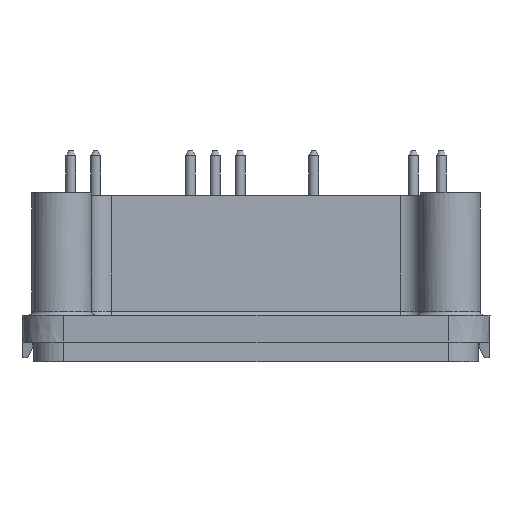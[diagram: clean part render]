
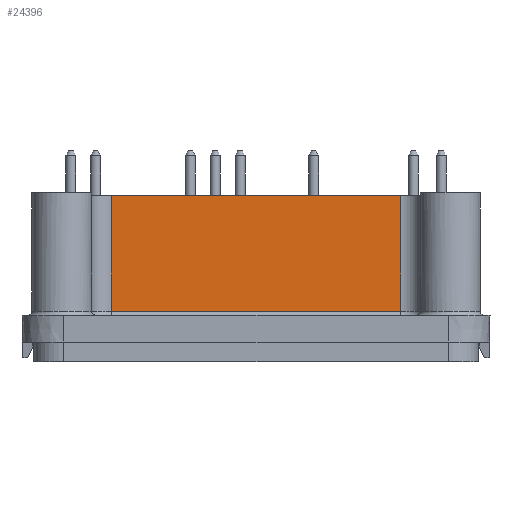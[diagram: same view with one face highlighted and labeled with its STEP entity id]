
A CAD part, left-side view. The second image highlights one B-rep face of the part: STEP entity #24396.
In plain terms, the highlighted planar face has unit normal (-1, 0, 0).
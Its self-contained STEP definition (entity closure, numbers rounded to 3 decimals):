
#918=LINE('',#32963,#2196);
#1383=LINE('',#36278,#2661);
#1384=LINE('',#36280,#2662);
#1385=LINE('',#36282,#2663);
#2196=VECTOR('',#27914,1000.);
#2661=VECTOR('',#28929,1000.);
#2662=VECTOR('',#28932,1000.);
#2663=VECTOR('',#28933,1000.);
#5781=ORIENTED_EDGE('',*,*,#9843,.F.);
#5782=ORIENTED_EDGE('',*,*,#9844,.T.);
#5783=ORIENTED_EDGE('',*,*,#9845,.T.);
#5784=ORIENTED_EDGE('',*,*,#9141,.F.);
#9141=EDGE_CURVE('',#11571,#11574,#918,.T.);
#9843=EDGE_CURVE('',#12021,#11571,#1383,.T.);
#9844=EDGE_CURVE('',#12021,#12022,#1384,.T.);
#9845=EDGE_CURVE('',#12022,#11574,#1385,.T.);
#11571=VERTEX_POINT('',#32956);
#11574=VERTEX_POINT('',#32964);
#12021=VERTEX_POINT('',#36277);
#12022=VERTEX_POINT('',#36281);
#14309=EDGE_LOOP('',(#5781,#5782,#5783,#5784));
#15685=FACE_BOUND('',#14309,.T.);
#16460=PLANE('',#25733);
#24396=ADVANCED_FACE('',(#15685),#16460,.F.);
#25733=AXIS2_PLACEMENT_3D('',#36279,#28930,#28931);
#27914=DIRECTION('',(0.,1.,0.));
#28929=DIRECTION('',(0.,0.,-1.));
#28930=DIRECTION('',(1.,0.,0.));
#28931=DIRECTION('',(0.,-1.,0.));
#28932=DIRECTION('',(0.,1.,0.));
#28933=DIRECTION('',(0.,0.,-1.));
#32956=CARTESIAN_POINT('',(-39.5,-14.525,1.8));
#32963=CARTESIAN_POINT('',(-39.5,-22.5,1.8));
#32964=CARTESIAN_POINT('',(-39.5,14.525,1.8));
#36277=CARTESIAN_POINT('',(-39.5,-14.525,13.4));
#36278=CARTESIAN_POINT('',(-39.5,-14.525,61.53));
#36279=CARTESIAN_POINT('',(-39.5,-22.5,61.53));
#36280=CARTESIAN_POINT('',(-39.5,-22.5,13.4));
#36281=CARTESIAN_POINT('',(-39.5,14.525,13.4));
#36282=CARTESIAN_POINT('',(-39.5,14.525,61.53));
